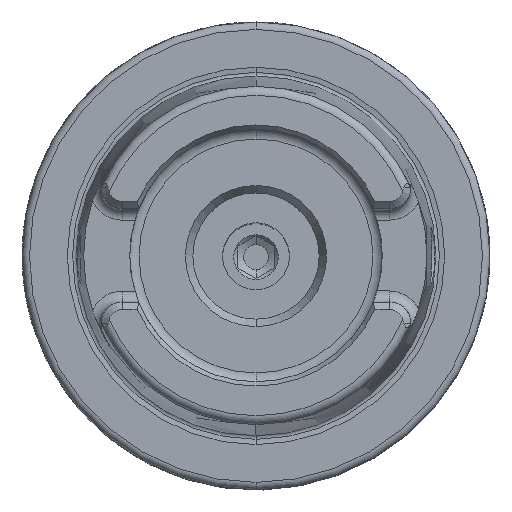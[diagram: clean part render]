
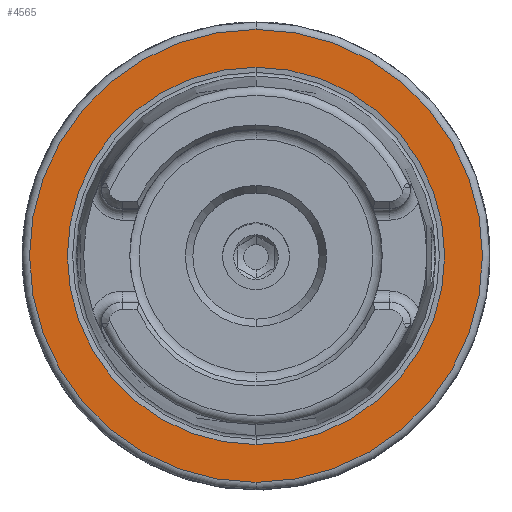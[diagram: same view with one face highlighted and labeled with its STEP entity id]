
A CAD part, top view. The second image highlights one B-rep face of the part: STEP entity #4565.
In plain terms, the highlighted planar face has unit normal (0, 0, 1).
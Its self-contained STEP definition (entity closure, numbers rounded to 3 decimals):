
#1274=CARTESIAN_POINT('',(0,0,26));
#1275=DIRECTION('',(0,0,-1));
#1276=DIRECTION('',(0,1,0));
#1277=AXIS2_PLACEMENT_3D('',#1274,#1275,#1276);
#1287=CARTESIAN_POINT('',(0,0,26));
#1288=DIRECTION('',(0,0,1));
#1289=DIRECTION('',(0,1,0));
#1290=AXIS2_PLACEMENT_3D('',#1287,#1288,#1289);
#1292=CARTESIAN_POINT('',(0,0,26));
#1293=DIRECTION('',(0,0,1));
#1294=DIRECTION('',(0,1,0));
#1295=AXIS2_PLACEMENT_3D('',#1292,#1293,#1294);
#1297=CARTESIAN_POINT('',(0,0,26));
#1298=DIRECTION('',(0,0,1));
#1299=DIRECTION('',(0,-1,0));
#1300=AXIS2_PLACEMENT_3D('',#1297,#1298,#1299);
#2770=CARTESIAN_POINT('',(0,25.409,26));
#2772=VERTEX_POINT('',#2770);
#2806=CARTESIAN_POINT('',(0,-25.409,26));
#2808=VERTEX_POINT('',#2806);
#2872=CARTESIAN_POINT('',(0,30.5,26));
#2873=CARTESIAN_POINT('',(0,-30.5,26));
#2874=VERTEX_POINT('',#2872);
#2875=VERTEX_POINT('',#2873);
#4550=CARTESIAN_POINT('',(0,0,26));
#4551=DIRECTION('',(0,0,-1));
#4552=DIRECTION('',(0,-1,0));
#4553=AXIS2_PLACEMENT_3D('',#4550,#4551,#4552);
#4554=PLANE('',#4553);
#4556=ORIENTED_EDGE('',*,*,#4555,.F.);
#4558=ORIENTED_EDGE('',*,*,#4557,.F.);
#4559=EDGE_LOOP('',(#4556,#4558));
#4560=FACE_OUTER_BOUND('',#4559,.F.);
#4561=ORIENTED_EDGE('',*,*,#4545,.T.);
#4562=ORIENTED_EDGE('',*,*,#4529,.F.);
#4563=EDGE_LOOP('',(#4561,#4562));
#4564=FACE_BOUND('',#4563,.F.);
#4565=ADVANCED_FACE('',(#4560,#4564),#4554,.F.);
#1278=CIRCLE('',#1277,25.409);
#1291=CIRCLE('',#1290,25.409);
#1296=CIRCLE('',#1295,30.5);
#1301=CIRCLE('',#1300,30.5);
#4529=EDGE_CURVE('',#2772,#2808,#1278,.T.);
#4545=EDGE_CURVE('',#2772,#2808,#1291,.T.);
#4555=EDGE_CURVE('',#2874,#2875,#1296,.T.);
#4557=EDGE_CURVE('',#2875,#2874,#1301,.T.);
